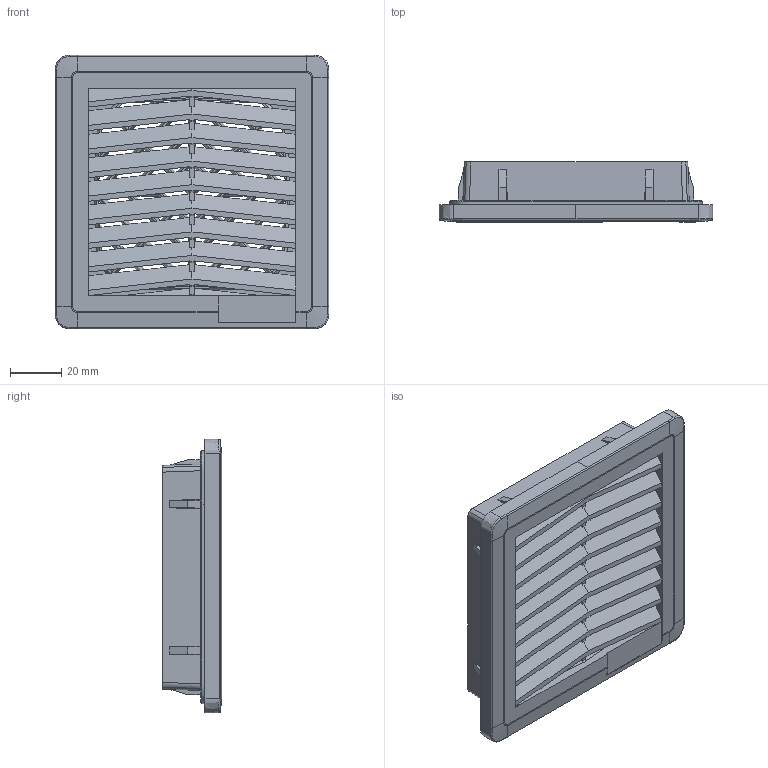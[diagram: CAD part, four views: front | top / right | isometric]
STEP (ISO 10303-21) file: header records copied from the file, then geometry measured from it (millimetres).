
FILE_DESCRIPTION((''),'2;1');
FILE_NAME('FF4000-000','2013-09-17T',('alexcam'),(''),'PRO/ENGINEER BY PARAMETRIC TECHNOLOGY CORPORATION, 2010040','PRO/ENGINEER BY PARAMETRIC TECHNOLOGY CORPORATION, 2010040','');
FILE_SCHEMA(('AUTOMOTIVE_DESIGN_CC2 { 1 2 10303 214 -1 1 5 2 }'));
Products named in the file (1): FF4000-000
Bounding box: 106.5 x 23.22 x 106.5 mm (x, y, z)
Volume: 30128.8 mm3; surface area: 70497.2 mm2
Topology: 2 solids, 3 shells, 907 faces, 2490 edges, 1541 vertices
Faces by surface type: plane 483, cylinder 213, bspline 140, cone 33, torus 32, extrusion 6
Entity records: 47369 total; most frequent: CARTESIAN_POINT 18130, ORIENTED_EDGE 4976, DIRECTION 3766, PRESENTATION_STYLE_ASSIGNMENT 2491, STYLED_ITEM 2491, CURVE_STYLE 2488, EDGE_CURVE 2488, VECTOR 1600
